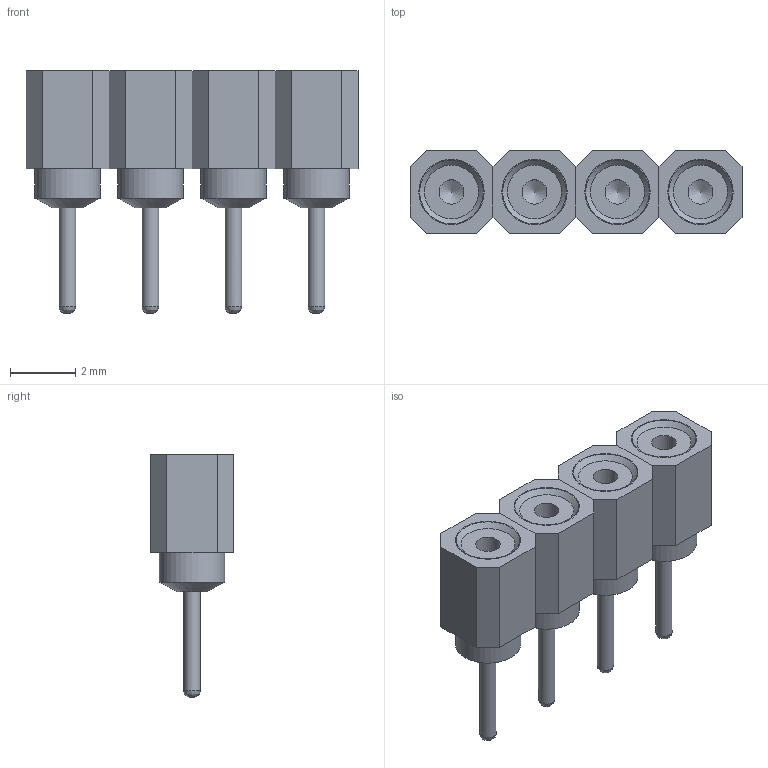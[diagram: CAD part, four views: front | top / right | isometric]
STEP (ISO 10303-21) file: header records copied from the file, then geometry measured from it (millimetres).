
FILE_DESCRIPTION(/* description */ (''),/* implementation_level */ '2;1');
FILE_NAME(/* name */ 'female rounded header.stp',/* time_stamp */ '2018-02-11T20:29:20+01:00',/* author */ (''),/* organization */ (''),/* preprocessor_version */ 'ST-DEVELOPER v16',/* originating_system */ 'SIEMENS PLM Software NX 11.0',/* authorisation */ '');
FILE_SCHEMA (('AUTOMOTIVE_DESIGN { 1 0 10303 214 3 1 1 1 }'));
Length unit declared in the file: millimetre
Products named in the file (1): Mare4A840520023b
Bounding box: 10.16 x 2.54 x 7.43 mm (x, y, z)
Volume: 79.8 mm3; surface area: 383.6 mm2
Topology: 8 solids, 8 shells, 88 faces, 192 edges, 128 vertices
Faces by surface type: plane 56, cylinder 16, cone 12, bspline 4
Full cylindrical faces by diameter (mm): 0.51 x4, 0.75 x4, 2 x8
Entity records: 2292 total; most frequent: CARTESIAN_POINT 457, DIRECTION 362, ORIENTED_EDGE 288, EDGE_CURVE 144, EDGE_LOOP 136, AXIS2_PLACEMENT_3D 133, VERTEX_POINT 116, FACE_BOUND 104
